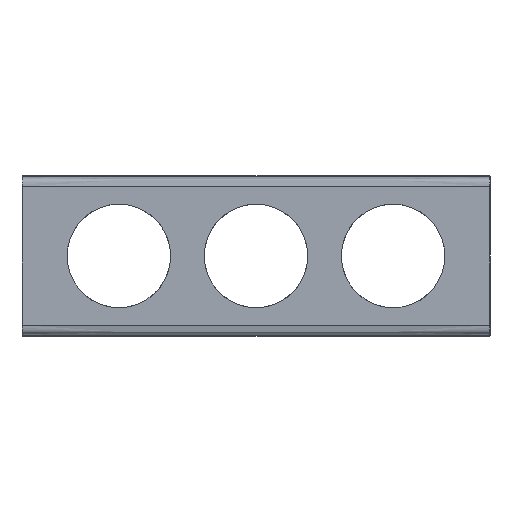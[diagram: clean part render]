
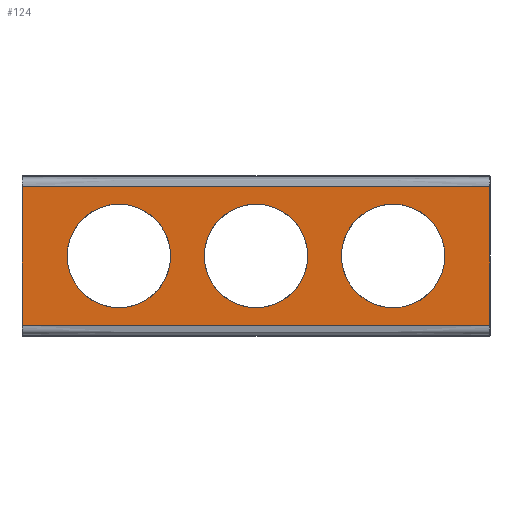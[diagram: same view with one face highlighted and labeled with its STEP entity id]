
A CAD part, top view. The second image highlights one B-rep face of the part: STEP entity #124.
In plain terms, the highlighted planar face has unit normal (0, 0, -1).
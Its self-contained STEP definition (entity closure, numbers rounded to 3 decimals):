
#34=AXIS2_PLACEMENT_3D('Plane Axis2P3D',#31,#32,#33) ;
#72=AXIS2_PLACEMENT_3D('Circle Axis2P3D',#70,#71,$) ;
#81=AXIS2_PLACEMENT_3D('Circle Axis2P3D',#79,#80,$) ;
#90=AXIS2_PLACEMENT_3D('Circle Axis2P3D',#88,#89,$) ;
#99=AXIS2_PLACEMENT_3D('Circle Axis2P3D',#97,#98,$) ;
#108=AXIS2_PLACEMENT_3D('Circle Axis2P3D',#106,#107,$) ;
#117=AXIS2_PLACEMENT_3D('Circle Axis2P3D',#115,#116,$) ;
#31=CARTESIAN_POINT('Axis2P3D Location',(71.,35.881,8.5)) ;
#36=CARTESIAN_POINT('Line Origine',(-50.,0.,8.5)) ;
#40=CARTESIAN_POINT('Vertex',(-50.,35.881,8.5)) ;
#42=CARTESIAN_POINT('Vertex',(-50.,-35.881,8.5)) ;
#45=CARTESIAN_POINT('Line Origine',(71.,35.881,8.5)) ;
#49=CARTESIAN_POINT('Vertex',(192.,35.881,8.5)) ;
#52=CARTESIAN_POINT('Line Origine',(192.,0.,8.5)) ;
#56=CARTESIAN_POINT('Vertex',(192.,-35.881,8.5)) ;
#59=CARTESIAN_POINT('Line Origine',(71.,-35.881,8.5)) ;
#70=CARTESIAN_POINT('Axis2P3D Location',(0.,0.,8.5)) ;
#74=CARTESIAN_POINT('Vertex',(-26.8,0.,8.5)) ;
#76=CARTESIAN_POINT('Vertex',(26.8,0.,8.5)) ;
#79=CARTESIAN_POINT('Axis2P3D Location',(0.,0.,8.5)) ;
#88=CARTESIAN_POINT('Axis2P3D Location',(71.,0.,8.5)) ;
#92=CARTESIAN_POINT('Vertex',(44.2,0.,8.5)) ;
#94=CARTESIAN_POINT('Vertex',(97.8,0.,8.5)) ;
#97=CARTESIAN_POINT('Axis2P3D Location',(71.,0.,8.5)) ;
#106=CARTESIAN_POINT('Axis2P3D Location',(142.,0.,8.5)) ;
#110=CARTESIAN_POINT('Vertex',(115.2,0.,8.5)) ;
#112=CARTESIAN_POINT('Vertex',(168.8,0.,8.5)) ;
#115=CARTESIAN_POINT('Axis2P3D Location',(142.,0.,8.5)) ;
#32=DIRECTION('Axis2P3D Direction',(-0.,0.,1.)) ;
#33=DIRECTION('Axis2P3D XDirection',(0.,-1.,0.)) ;
#37=DIRECTION('Vector Direction',(0.,-1.,0.)) ;
#46=DIRECTION('Vector Direction',(1.,0.,0.)) ;
#53=DIRECTION('Vector Direction',(0.,-1.,0.)) ;
#60=DIRECTION('Vector Direction',(1.,0.,0.)) ;
#71=DIRECTION('Axis2P3D Direction',(-0.,0.,1.)) ;
#80=DIRECTION('Axis2P3D Direction',(-0.,0.,1.)) ;
#89=DIRECTION('Axis2P3D Direction',(-0.,0.,1.)) ;
#98=DIRECTION('Axis2P3D Direction',(-0.,0.,1.)) ;
#107=DIRECTION('Axis2P3D Direction',(-0.,0.,1.)) ;
#116=DIRECTION('Axis2P3D Direction',(-0.,0.,1.)) ;
#38=VECTOR('Line Direction',#37,1.) ;
#47=VECTOR('Line Direction',#46,1.) ;
#54=VECTOR('Line Direction',#53,1.) ;
#61=VECTOR('Line Direction',#60,1.) ;
#65=ORIENTED_EDGE('',*,*,#44,.F.) ;
#66=ORIENTED_EDGE('',*,*,#51,.T.) ;
#67=ORIENTED_EDGE('',*,*,#58,.T.) ;
#68=ORIENTED_EDGE('',*,*,#63,.F.) ;
#85=ORIENTED_EDGE('',*,*,#78,.T.) ;
#86=ORIENTED_EDGE('',*,*,#83,.T.) ;
#103=ORIENTED_EDGE('',*,*,#96,.T.) ;
#104=ORIENTED_EDGE('',*,*,#101,.T.) ;
#121=ORIENTED_EDGE('',*,*,#114,.T.) ;
#122=ORIENTED_EDGE('',*,*,#119,.T.) ;
#87=FACE_BOUND('',#84,.T.) ;
#105=FACE_BOUND('',#102,.T.) ;
#123=FACE_BOUND('',#120,.T.) ;
#124=ADVANCED_FACE('Surface.1',(#69,#87,#105,#123),#35,.F.) ;
#73=CIRCLE('generated circle',#72,26.8) ;
#82=CIRCLE('generated circle',#81,26.8) ;
#91=CIRCLE('generated circle',#90,26.8) ;
#100=CIRCLE('generated circle',#99,26.8) ;
#109=CIRCLE('generated circle',#108,26.8) ;
#118=CIRCLE('generated circle',#117,26.8) ;
#44=EDGE_CURVE('',#41,#43,#39,.T.) ;
#51=EDGE_CURVE('',#41,#50,#48,.T.) ;
#58=EDGE_CURVE('',#50,#57,#55,.T.) ;
#63=EDGE_CURVE('',#43,#57,#62,.T.) ;
#78=EDGE_CURVE('',#75,#77,#73,.T.) ;
#83=EDGE_CURVE('',#77,#75,#82,.T.) ;
#96=EDGE_CURVE('',#93,#95,#91,.T.) ;
#101=EDGE_CURVE('',#95,#93,#100,.T.) ;
#114=EDGE_CURVE('',#111,#113,#109,.T.) ;
#119=EDGE_CURVE('',#113,#111,#118,.T.) ;
#64=EDGE_LOOP('',(#65,#66,#67,#68)) ;
#84=EDGE_LOOP('',(#85,#86)) ;
#102=EDGE_LOOP('',(#103,#104)) ;
#120=EDGE_LOOP('',(#121,#122)) ;
#69=FACE_OUTER_BOUND('',#64,.T.) ;
#39=LINE('Line',#36,#38) ;
#48=LINE('Line',#45,#47) ;
#55=LINE('Line',#52,#54) ;
#62=LINE('Line',#59,#61) ;
#35=PLANE('',#34) ;
#41=VERTEX_POINT('',#40) ;
#43=VERTEX_POINT('',#42) ;
#50=VERTEX_POINT('',#49) ;
#57=VERTEX_POINT('',#56) ;
#75=VERTEX_POINT('',#74) ;
#77=VERTEX_POINT('',#76) ;
#93=VERTEX_POINT('',#92) ;
#95=VERTEX_POINT('',#94) ;
#111=VERTEX_POINT('',#110) ;
#113=VERTEX_POINT('',#112) ;
